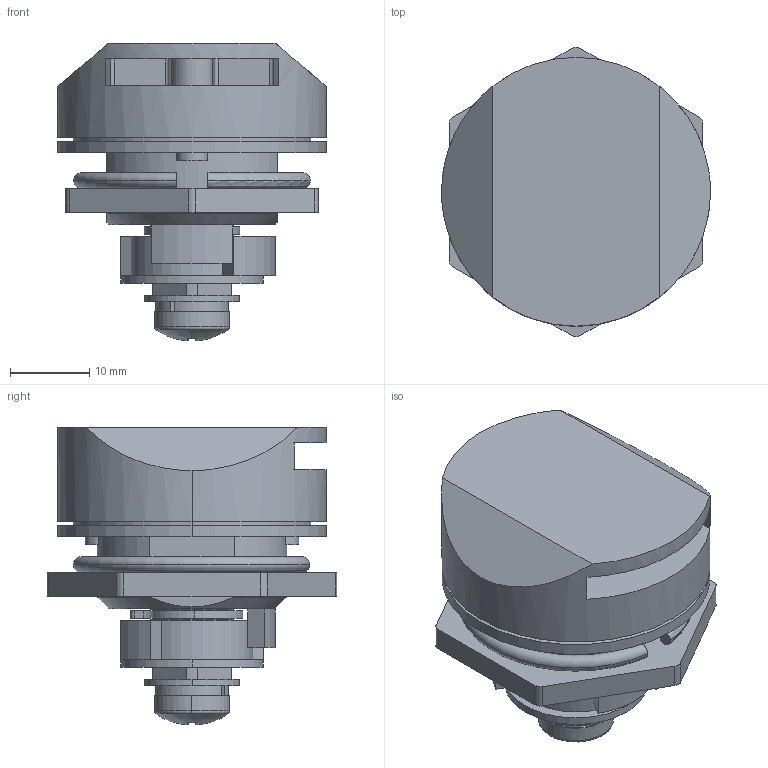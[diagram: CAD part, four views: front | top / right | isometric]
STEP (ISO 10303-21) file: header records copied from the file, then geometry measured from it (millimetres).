
FILE_DESCRIPTION (( 'STEP AP203' ), '1' );
FILE_NAME ('A-312-3.STEP', '2018-03-15T06:14:02', ( '' ), ( '' ), 'SwSTEP 2.0', 'SolidWorks 2014', '' );
FILE_SCHEMA (( 'CONFIG_CONTROL_DESIGN' ));
Length unit declared in the file: millimetre
Products named in the file (12): 暯儚僢僔儍乕M5暲娵_M5-冇12亊冇5.3亊t0.8; A-312-3ボディ_; A-312-3カム_; A-312-3儕儞僌儚僢僔儍乕_; スプリングワッシャーM5_JIS B 1251 No.2 5; A-312-3パッキン_; φ10用C型止め輪（外部）_JIS B 2804 Shaft use 10; A-312-3角ワッシャー_; A-312-3ベース_; 廫帤寠晅側傋偹偠M5_M5亊12; A-312-3六角ナット_; A-312-3
Assembly tree (11 placements, depth 2):
  A-312-3
    A-312-3ベース_
    A-312-3ボディ_
    A-312-3パッキン_
    A-312-3六角ナット_
    A-312-3儕儞僌儚僢僔儍乕_
    A-312-3角ワッシャー_
    暯儚僢僔儍乕M5暲娵_M5-冇12亊冇5.3亊t0.8
    スプリングワッシャーM5_JIS B 1251 No.2 5
    廫帤寠晅側傋偹偠M5_M5亊12
    A-312-3カム_
    φ10用C型止め輪（外部）_JIS B 2804 Shaft use 10
Bounding box: 34 x 36.64 x 37.67 mm (x, y, z)
Volume: 16828.6 mm3; surface area: 14755.7 mm2
Topology: 11 solids, 11 shells, 205 faces, 493 edges, 326 vertices
Faces by surface type: cylinder 97, plane 96, torus 6, cone 4, sphere 2
Entity records: 7450 total; most frequent: DIRECTION 1152, CARTESIAN_POINT 1142, ORIENTED_EDGE 986, EDGE_CURVE 493, AXIS2_PLACEMENT_3D 452, VERTEX_POINT 326, VECTOR 248, LINE 248
